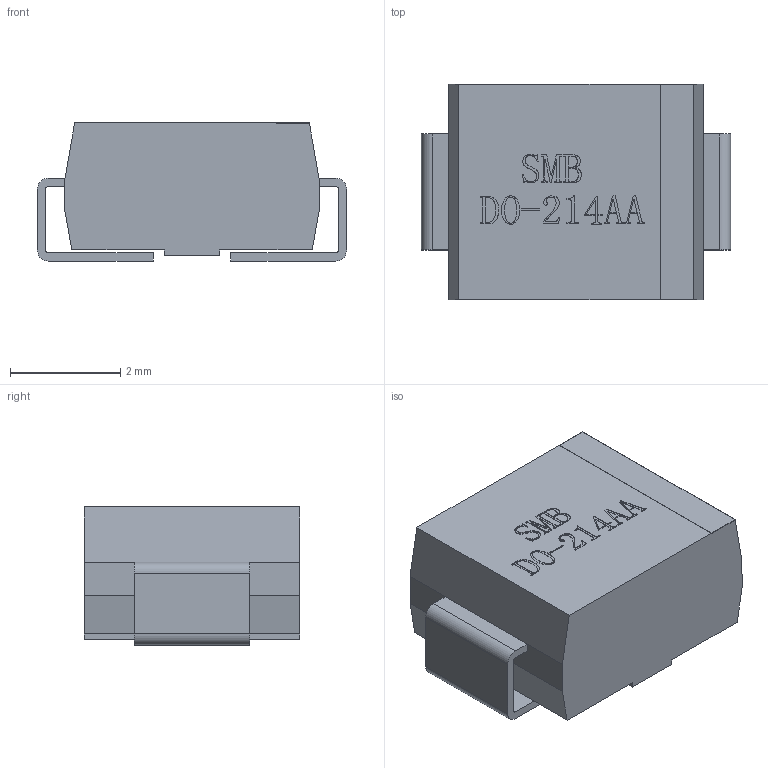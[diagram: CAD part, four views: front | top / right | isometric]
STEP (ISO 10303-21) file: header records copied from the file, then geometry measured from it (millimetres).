
FILE_DESCRIPTION (( 'STEP AP214' ), '1' );
FILE_NAME ('DO-214AA.STEP', '2008-08-02T06:14:20', ( 'Chinese User' ), ( 'Chinese ORG' ), 'SwSTEP 2.0', 'SolidWorks 2005204', '' );
FILE_SCHEMA (( 'AUTOMOTIVE_DESIGN' ));
Length unit declared in the file: millimetre
Products named in the file (1): DO-214AA
Bounding box: 5.6 x 3.9 x 2.5 mm (x, y, z)
Volume: 42.9 mm3; surface area: 112.9 mm2
Topology: 4 solids, 4 shells, 275 faces, 747 edges, 498 vertices
Faces by surface type: plane 193, bspline 74, cylinder 8
Entity records: 14494 total; most frequent: CARTESIAN_POINT 7755, ORIENTED_EDGE 1494, DIRECTION 1019, EDGE_CURVE 747, VECTOR 583, LINE 583, VERTEX_POINT 498, EDGE_LOOP 293
